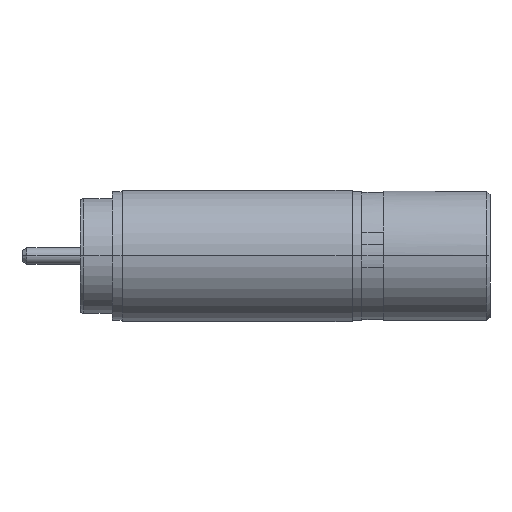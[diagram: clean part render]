
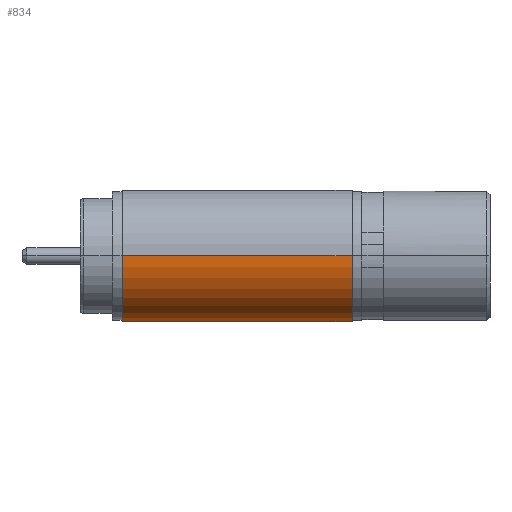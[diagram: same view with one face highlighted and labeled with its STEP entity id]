
A CAD part, top view. The second image highlights one B-rep face of the part: STEP entity #834.
In plain terms, the highlighted cylindrical face has radius 4 mm (diameter 8 mm), a partial arc.
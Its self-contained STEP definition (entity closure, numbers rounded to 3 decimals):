
#834=ADVANCED_FACE('',(#1581),#1582,.T.);
#1581=FACE_OUTER_BOUND('',#2292,.T.);
#1582=CYLINDRICAL_SURFACE('',#2293,4.0);
#2292=EDGE_LOOP('',(#4044,#4045,#4046,#4047));
#2293=AXIS2_PLACEMENT_3D('',#4048,#4049,#4050);
#4044=ORIENTED_EDGE('',*,*,#4863,.F.);
#4045=ORIENTED_EDGE('',*,*,#4864,.T.);
#4046=ORIENTED_EDGE('',*,*,#4865,.F.);
#4047=ORIENTED_EDGE('',*,*,#4866,.F.);
#4048=CARTESIAN_POINT('',(7.6,0.0,0.0));
#4049=DIRECTION('',(1.0,0.0,-0.0));
#4050=DIRECTION('',(0.0,0.0,1.0));
#4863=EDGE_CURVE('',#5860,#5861,#5862,.T.);
#4864=EDGE_CURVE('',#5860,#5863,#5864,.T.);
#4865=EDGE_CURVE('',#5865,#5863,#5866,.T.);
#4866=EDGE_CURVE('',#5861,#5865,#5867,.T.);
#5860=VERTEX_POINT('',#7204);
#5861=VERTEX_POINT('',#7205);
#5862=LINE('',#7206,#7207);
#5863=VERTEX_POINT('',#7208);
#5864=CIRCLE('',#7209,4.0);
#5865=VERTEX_POINT('',#7210);
#5866=LINE('',#7211,#7212);
#5867=CIRCLE('',#7213,4.0);
#7204=CARTESIAN_POINT('',(0.6,0.0,4.0));
#7205=CARTESIAN_POINT('',(14.6,0.0,4.0));
#7206=CARTESIAN_POINT('',(7.6,0.,4.0));
#7207=VECTOR('',#8017,1.0);
#7208=CARTESIAN_POINT('',(0.6,0.,-4.0));
#7209=AXIS2_PLACEMENT_3D('',#8018,#8019,#8020);
#7210=CARTESIAN_POINT('',(14.6,0.,-4.0));
#7211=CARTESIAN_POINT('',(7.6,0.,-4.0));
#7212=VECTOR('',#8021,1.0);
#7213=AXIS2_PLACEMENT_3D('',#8022,#8023,#8024);
#8017=DIRECTION('',(1.0,0.0,0.0));
#8018=CARTESIAN_POINT('',(0.6,0.0,0.0));
#8019=DIRECTION('',(1.0,0.0,-0.0));
#8020=DIRECTION('',(0.0,0.0,1.0));
#8021=DIRECTION('',(-1.0,-0.0,-0.0));
#8022=CARTESIAN_POINT('',(14.6,0.0,0.0));
#8023=DIRECTION('',(1.0,0.0,-0.0));
#8024=DIRECTION('',(0.0,0.0,1.0));
